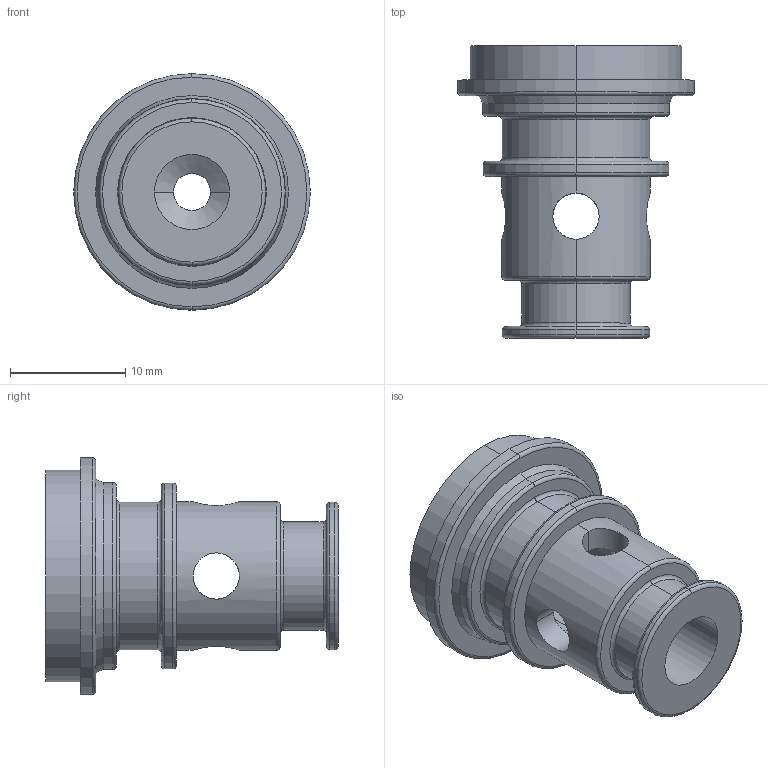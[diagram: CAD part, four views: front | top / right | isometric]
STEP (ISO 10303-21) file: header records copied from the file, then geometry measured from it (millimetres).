
FILE_DESCRIPTION((''),'2;1');
FILE_NAME('100000097153_Z03_000','2023-07-28T09:11:04',('s.saueressig'),(''),'CREO PARAMETRIC BY PTC INC, 2020044','CREO PARAMETRIC BY PTC INC, 2020044','');
FILE_SCHEMA(('AUTOMOTIVE_DESIGN { 1 0 10303 214 1 1 1 1 }'));
Length unit declared in the file: millimetre
Products named in the file (1): 100000097153_Z03_000
Bounding box: 20.5 x 25.3 x 20.5 mm (x, y, z)
Volume: 1807.5 mm3; surface area: 2674.9 mm2
Topology: 1 solids, 1 shells, 80 faces, 176 edges, 104 vertices
Faces by surface type: cylinder 36, torus 24, plane 12, cone 8
Entity records: 2474 total; most frequent: CARTESIAN_POINT 552, DIRECTION 430, ORIENTED_EDGE 352, AXIS2_PLACEMENT_3D 190, EDGE_CURVE 176, CIRCLE 110, VERTEX_POINT 104, EDGE_LOOP 96
